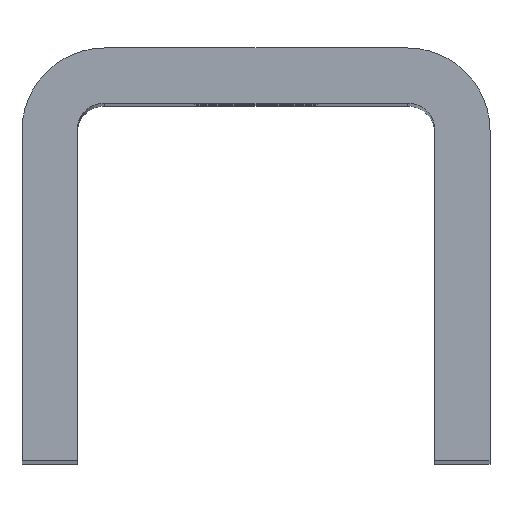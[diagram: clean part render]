
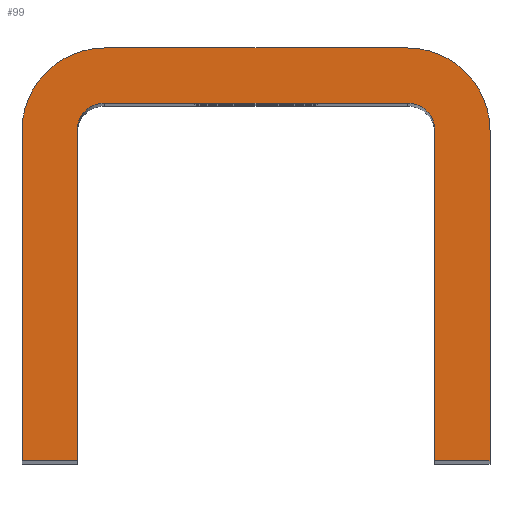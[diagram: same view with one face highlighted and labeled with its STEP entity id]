
A CAD part, top view. The second image highlights one B-rep face of the part: STEP entity #99.
In plain terms, the highlighted planar face has unit normal (0, 0, 1).
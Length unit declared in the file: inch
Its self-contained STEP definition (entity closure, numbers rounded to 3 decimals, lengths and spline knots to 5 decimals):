
#99=ADVANCED_FACE('',(#203),#204,.T.);
#203=FACE_OUTER_BOUND('',#421,.T.);
#204=PLANE('',#422);
#421=EDGE_LOOP('',(#631,#632,#633,#634,#635,#636,#637,#638,#639,#640,#641,#642));
#422=AXIS2_PLACEMENT_3D('',#643,#644,#645);
#631=ORIENTED_EDGE('',*,*,#748,.F.);
#632=ORIENTED_EDGE('',*,*,#804,.F.);
#633=ORIENTED_EDGE('',*,*,#805,.F.);
#634=ORIENTED_EDGE('',*,*,#806,.F.);
#635=ORIENTED_EDGE('',*,*,#807,.F.);
#636=ORIENTED_EDGE('',*,*,#770,.F.);
#637=ORIENTED_EDGE('',*,*,#718,.F.);
#638=ORIENTED_EDGE('',*,*,#708,.F.);
#639=ORIENTED_EDGE('',*,*,#801,.F.);
#640=ORIENTED_EDGE('',*,*,#808,.F.);
#641=ORIENTED_EDGE('',*,*,#791,.F.);
#642=ORIENTED_EDGE('',*,*,#799,.F.);
#643=CARTESIAN_POINT('',(0.53125,0.55335,4.0));
#644=DIRECTION('',(0.0,0.0,1.0));
#645=DIRECTION('',(1.0,0.0,0.0));
#708=EDGE_CURVE('',#823,#824,#825,.T.);
#718=EDGE_CURVE('',#824,#841,#842,.T.);
#748=EDGE_CURVE('',#894,#895,#896,.T.);
#770=EDGE_CURVE('',#841,#930,#931,.T.);
#791=EDGE_CURVE('',#956,#957,#958,.T.);
#799=EDGE_CURVE('',#895,#956,#966,.T.);
#801=EDGE_CURVE('',#968,#823,#969,.T.);
#804=EDGE_CURVE('',#972,#894,#973,.T.);
#805=EDGE_CURVE('',#974,#972,#975,.T.);
#806=EDGE_CURVE('',#976,#974,#977,.T.);
#807=EDGE_CURVE('',#930,#976,#978,.T.);
#808=EDGE_CURVE('',#957,#968,#979,.T.);
#823=VERTEX_POINT('',#994);
#824=VERTEX_POINT('',#995);
#825=LINE('',#996,#997);
#841=VERTEX_POINT('',#1024);
#842=LINE('',#1025,#1026);
#894=VERTEX_POINT('',#1122);
#895=VERTEX_POINT('',#1123);
#896=LINE('',#1124,#1125);
#930=VERTEX_POINT('',#1191);
#931=B_SPLINE_CURVE_WITH_KNOTS('',3,(#1192,#1193,#1194,#1195),.UNSPECIFIED.,.F.,.F.,(4,4),(0.0,1.0),.UNSPECIFIED.);
#956=VERTEX_POINT('',#1259);
#957=VERTEX_POINT('',#1260);
#958=LINE('',#1261,#1262);
#966=B_SPLINE_CURVE_WITH_KNOTS('',3,(#1278,#1279,#1280,#1281),.UNSPECIFIED.,.F.,.F.,(4,4),(0.0,1.0),.UNSPECIFIED.);
#968=VERTEX_POINT('',#1283);
#969=LINE('',#1284,#1285);
#972=VERTEX_POINT('',#1289);
#973=LINE('',#1290,#1291);
#974=VERTEX_POINT('',#1292);
#975=LINE('',#1293,#1294);
#976=VERTEX_POINT('',#1295);
#977=B_SPLINE_CURVE_WITH_KNOTS('',3,(#1296,#1297,#1298,#1299),.UNSPECIFIED.,.F.,.F.,(4,4),(0.0,1.0),.UNSPECIFIED.);
#978=LINE('',#1300,#1301);
#979=B_SPLINE_CURVE_WITH_KNOTS('',3,(#1302,#1303,#1304,#1305),.UNSPECIFIED.,.F.,.F.,(4,4),(0.0,1.0),.UNSPECIFIED.);
#994=CARTESIAN_POINT('',(0.12501,0.,4.0));
#995=CARTESIAN_POINT('',(0.0,0.,4.0));
#996=CARTESIAN_POINT('',(0.12501,0.,4.0));
#997=VECTOR('',#1328,1.0);
#1024=CARTESIAN_POINT('',(0.0,0.75001,4.0));
#1025=CARTESIAN_POINT('',(0.0,0.,4.0));
#1026=VECTOR('',#1334,1.0);
#1122=CARTESIAN_POINT('',(0.93751,0.,4.0));
#1123=CARTESIAN_POINT('',(0.93751,0.75001,4.0));
#1124=CARTESIAN_POINT('',(0.93751,0.,4.0));
#1125=VECTOR('',#1349,1.0);
#1191=CARTESIAN_POINT('',(0.1875,0.93751,4.0));
#1192=CARTESIAN_POINT('',(0.0,0.75001,4.0));
#1193=CARTESIAN_POINT('',(0.0,0.85357,4.0));
#1194=CARTESIAN_POINT('',(0.08394,0.93751,4.0));
#1195=CARTESIAN_POINT('',(0.1875,0.93751,4.0));
#1259=CARTESIAN_POINT('',(0.875,0.81251,4.0));
#1260=CARTESIAN_POINT('',(0.1875,0.81251,4.0));
#1261=CARTESIAN_POINT('',(0.875,0.81251,4.0));
#1262=VECTOR('',#1361,1.0);
#1278=CARTESIAN_POINT('',(0.93751,0.75001,4.0));
#1279=CARTESIAN_POINT('',(0.93751,0.78453,4.0));
#1280=CARTESIAN_POINT('',(0.90952,0.81251,4.0));
#1281=CARTESIAN_POINT('',(0.875,0.81251,4.0));
#1283=CARTESIAN_POINT('',(0.12501,0.75001,4.0));
#1284=CARTESIAN_POINT('',(0.12501,0.75001,4.0));
#1285=VECTOR('',#1364,1.0);
#1289=CARTESIAN_POINT('',(1.0625,0.,4.0));
#1290=CARTESIAN_POINT('',(1.0625,0.,4.0));
#1291=VECTOR('',#1366,1.0);
#1292=CARTESIAN_POINT('',(1.0625,0.75001,4.0));
#1293=CARTESIAN_POINT('',(1.0625,0.75001,4.0));
#1294=VECTOR('',#1367,1.0);
#1295=CARTESIAN_POINT('',(0.875,0.93751,4.0));
#1296=CARTESIAN_POINT('',(0.875,0.93751,4.0));
#1297=CARTESIAN_POINT('',(0.97854,0.93751,4.0));
#1298=CARTESIAN_POINT('',(1.0625,0.85357,4.0));
#1299=CARTESIAN_POINT('',(1.0625,0.75001,4.0));
#1300=CARTESIAN_POINT('',(0.1875,0.93751,4.0));
#1301=VECTOR('',#1368,1.0);
#1302=CARTESIAN_POINT('',(0.1875,0.81251,4.0));
#1303=CARTESIAN_POINT('',(0.15299,0.81251,4.0));
#1304=CARTESIAN_POINT('',(0.12501,0.78453,4.0));
#1305=CARTESIAN_POINT('',(0.12501,0.75001,4.0));
#1328=DIRECTION('',(-1.0,0.0,0.0));
#1334=DIRECTION('',(0.0,1.0,0.0));
#1349=DIRECTION('',(0.0,1.0,0.0));
#1361=DIRECTION('',(-1.0,0.0,0.0));
#1364=DIRECTION('',(0.0,-1.0,0.0));
#1366=DIRECTION('',(-1.0,0.0,0.0));
#1367=DIRECTION('',(0.0,-1.0,0.0));
#1368=DIRECTION('',(1.0,0.0,0.0));
